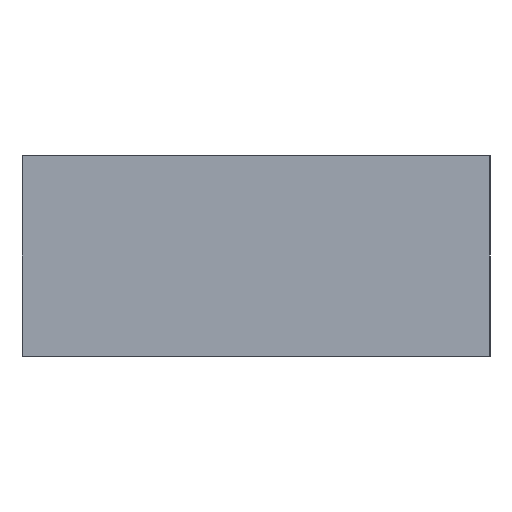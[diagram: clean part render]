
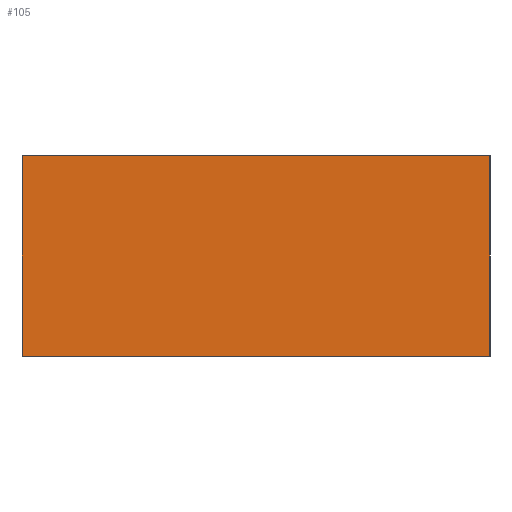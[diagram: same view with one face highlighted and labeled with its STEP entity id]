
A CAD part, left-side view. The second image highlights one B-rep face of the part: STEP entity #105.
In plain terms, the highlighted planar face has unit normal (-1, 0, 0).
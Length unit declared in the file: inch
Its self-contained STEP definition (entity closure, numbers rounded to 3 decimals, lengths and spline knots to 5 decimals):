
#19=FACE_OUTER_BOUND('',#25,.T.);
#25=EDGE_LOOP('',(#87,#88,#89,#90));
#29=LINE('',#161,#41);
#33=LINE('',#168,#45);
#36=LINE('',#174,#48);
#38=LINE('',#177,#50);
#41=VECTOR('',#133,0.3937);
#45=VECTOR('',#139,0.3937);
#48=VECTOR('',#144,0.3937);
#50=VECTOR('',#148,0.3937);
#53=VERTEX_POINT('',#158);
#54=VERTEX_POINT('',#160);
#56=VERTEX_POINT('',#166);
#58=VERTEX_POINT('',#172);
#61=EDGE_CURVE('',#53,#54,#29,.T.);
#65=EDGE_CURVE('',#56,#53,#33,.T.);
#68=EDGE_CURVE('',#58,#56,#36,.T.);
#70=EDGE_CURVE('',#54,#58,#38,.T.);
#87=ORIENTED_EDGE('',*,*,#70,.F.);
#88=ORIENTED_EDGE('',*,*,#61,.F.);
#89=ORIENTED_EDGE('',*,*,#65,.F.);
#90=ORIENTED_EDGE('',*,*,#68,.F.);
#99=PLANE('',#125);
#105=ADVANCED_FACE('',(#19),#99,.F.);
#125=AXIS2_PLACEMENT_3D('',#178,#149,#150);
#133=DIRECTION('',(0.,1.,0.));
#139=DIRECTION('',(0.,0.,-1.));
#144=DIRECTION('',(0.,-1.,0.));
#148=DIRECTION('',(0.,0.,1.));
#149=DIRECTION('center_axis',(1.,0.,0.));
#150=DIRECTION('ref_axis',(0.,1.,0.));
#158=CARTESIAN_POINT('',(-6.25,0.,30.));
#160=CARTESIAN_POINT('',(-6.25,3.5,30.));
#161=CARTESIAN_POINT('',(-6.25,0.,30.));
#166=CARTESIAN_POINT('',(-6.25,0.,31.5));
#168=CARTESIAN_POINT('',(-6.25,0.,31.5));
#172=CARTESIAN_POINT('',(-6.25,3.5,31.5));
#174=CARTESIAN_POINT('',(-6.25,3.5,31.5));
#177=CARTESIAN_POINT('',(-6.25,3.5,30.));
#178=CARTESIAN_POINT('Origin',(-6.25,1.75,30.75));
